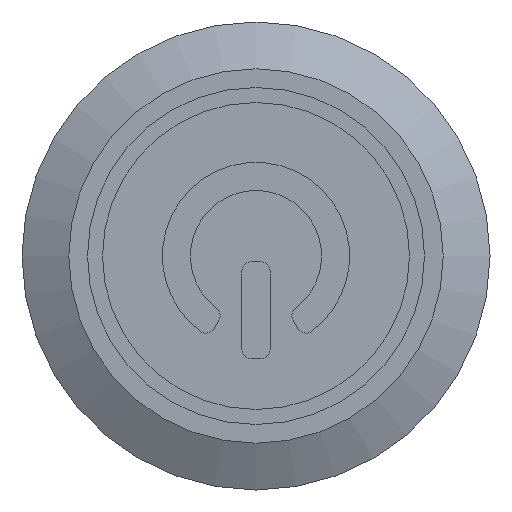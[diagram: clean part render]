
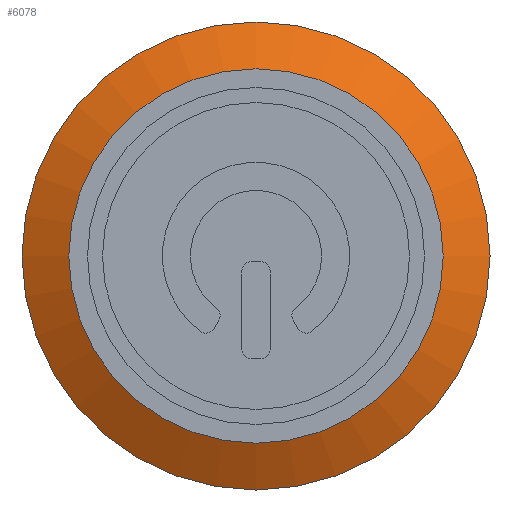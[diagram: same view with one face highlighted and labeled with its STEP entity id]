
A CAD part, left-side view. The second image highlights one B-rep face of the part: STEP entity #6078.
In plain terms, the highlighted conical face has half-angle 62.526 degrees and reference radius 11.25 mm.
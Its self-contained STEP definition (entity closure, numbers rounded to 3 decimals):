
#16=CONICAL_SURFACE('',#6621,11.25,1.091);
#475=FACE_OUTER_BOUND('',#826,.T.);
#826=EDGE_LOOP('',(#5461,#5462,#5463,#5464,#5465,#5466));
#1476=LINE('',#10308,#2128);
#2128=VECTOR('',#8296,11.25);
#2355=CIRCLE('',#6622,12.5);
#2356=CIRCLE('',#6623,12.5);
#2357=CIRCLE('',#6624,10.);
#2358=CIRCLE('',#6625,10.);
#2905=VERTEX_POINT('',#10303);
#2906=VERTEX_POINT('',#10304);
#2907=VERTEX_POINT('',#10307);
#2908=VERTEX_POINT('',#10309);
#3768=EDGE_CURVE('',#2905,#2906,#2355,.T.);
#3769=EDGE_CURVE('',#2906,#2905,#2356,.T.);
#3770=EDGE_CURVE('',#2906,#2907,#1476,.T.);
#3771=EDGE_CURVE('',#2908,#2907,#2357,.T.);
#3772=EDGE_CURVE('',#2907,#2908,#2358,.T.);
#5461=ORIENTED_EDGE('',*,*,#3768,.F.);
#5462=ORIENTED_EDGE('',*,*,#3769,.F.);
#5463=ORIENTED_EDGE('',*,*,#3770,.T.);
#5464=ORIENTED_EDGE('',*,*,#3771,.F.);
#5465=ORIENTED_EDGE('',*,*,#3772,.F.);
#5466=ORIENTED_EDGE('',*,*,#3770,.F.);
#6078=ADVANCED_FACE('',(#475),#16,.T.);
#6621=AXIS2_PLACEMENT_3D('',#10302,#8290,#8291);
#6622=AXIS2_PLACEMENT_3D('',#10305,#8292,#8293);
#6623=AXIS2_PLACEMENT_3D('',#10306,#8294,#8295);
#6624=AXIS2_PLACEMENT_3D('',#10310,#8297,#8298);
#6625=AXIS2_PLACEMENT_3D('',#10311,#8299,#8300);
#8290=DIRECTION('center_axis',(1.,0.,0.));
#8291=DIRECTION('ref_axis',(0.,0.,1.));
#8292=DIRECTION('center_axis',(1.,0.,0.));
#8293=DIRECTION('ref_axis',(0.,-1.,0.));
#8294=DIRECTION('center_axis',(1.,0.,0.));
#8295=DIRECTION('ref_axis',(0.,-1.,0.));
#8296=DIRECTION('',(-0.461,0.,0.887));
#8297=DIRECTION('center_axis',(-1.,0.,0.));
#8298=DIRECTION('ref_axis',(0.,0.,1.));
#8299=DIRECTION('center_axis',(-1.,0.,0.));
#8300=DIRECTION('ref_axis',(0.,0.,1.));
#10302=CARTESIAN_POINT('Origin',(-1.15,0.,0.));
#10303=CARTESIAN_POINT('',(-0.5,12.5,0.));
#10304=CARTESIAN_POINT('',(-0.5,0.,-12.5));
#10305=CARTESIAN_POINT('Origin',(-0.5,0.,0.));
#10306=CARTESIAN_POINT('Origin',(-0.5,0.,0.));
#10307=CARTESIAN_POINT('',(-1.8,0.,-10.));
#10308=CARTESIAN_POINT('',(-1.15,0.,-11.25));
#10309=CARTESIAN_POINT('',(-1.8,0.,10.));
#10310=CARTESIAN_POINT('Origin',(-1.8,0.,0.));
#10311=CARTESIAN_POINT('Origin',(-1.8,0.,0.));
